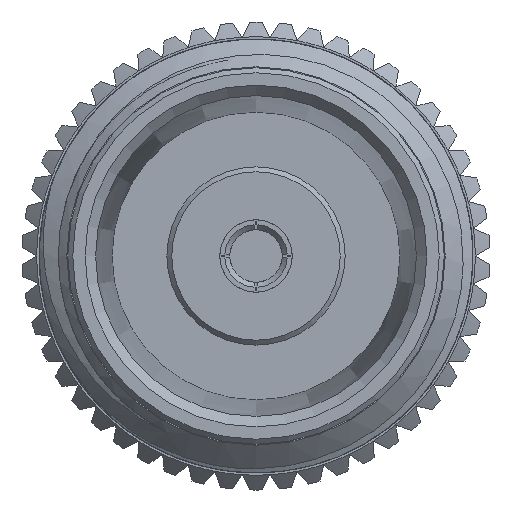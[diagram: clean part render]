
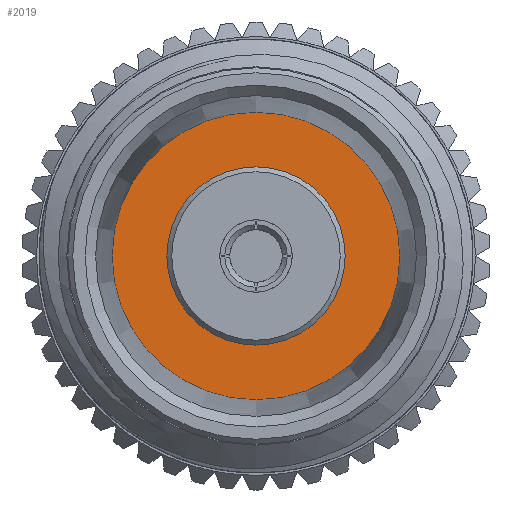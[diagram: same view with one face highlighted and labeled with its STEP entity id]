
A CAD part, left-side view. The second image highlights one B-rep face of the part: STEP entity #2019.
In plain terms, the highlighted planar face has unit normal (-1, 0, 0).
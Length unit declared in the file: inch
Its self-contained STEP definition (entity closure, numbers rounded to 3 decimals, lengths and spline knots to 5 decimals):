
#465 = FACE_BOUND ( 'NONE', #8086, .T. ) ;
#533 = DIRECTION ( 'NONE',  ( 0., 0., 1. ) ) ;
#1760 = CARTESIAN_POINT ( 'NONE',  ( 0.33, 0., 0. ) ) ;
#1974 = AXIS2_PLACEMENT_3D ( 'NONE', #1760, #10877, #10939 ) ;
#2019 = ADVANCED_FACE ( 'NONE', ( #465, #5763 ), #8752, .T. ) ;
#2583 = AXIS2_PLACEMENT_3D ( 'NONE', #9153, #6293, #7062 ) ;
#3922 = CIRCLE ( 'NONE', #1974, 0.14521 ) ;
#5253 = CARTESIAN_POINT ( 'NONE',  ( 0.33, 0., 0.14521 ) ) ;
#5763 = FACE_OUTER_BOUND ( 'NONE', #11857, .T. ) ;
#6089 = AXIS2_PLACEMENT_3D ( 'NONE', #8680, #10994, #533 ) ;
#6293 = DIRECTION ( 'NONE',  ( -1., 0., 0. ) ) ;
#6864 = VERTEX_POINT ( 'NONE', #13095 ) ;
#7062 = DIRECTION ( 'NONE',  ( 0., 0., 1. ) ) ;
#7448 = ORIENTED_EDGE ( 'NONE', *, *, #7465, .F. ) ;
#7465 = EDGE_CURVE ( 'NONE', #6864, #6864, #8442, .T. ) ;
#7570 = VERTEX_POINT ( 'NONE', #5253 ) ;
#8086 = EDGE_LOOP ( 'NONE', ( #7448 ) ) ;
#8442 = CIRCLE ( 'NONE', #2583, 0.09 ) ;
#8680 = CARTESIAN_POINT ( 'NONE',  ( 0.33, 0., 0. ) ) ;
#8752 = PLANE ( 'NONE',  #6089 ) ;
#9153 = CARTESIAN_POINT ( 'NONE',  ( 0.33, 0., 0. ) ) ;
#9214 = ORIENTED_EDGE ( 'NONE', *, *, #12593, .T. ) ;
#10877 = DIRECTION ( 'NONE',  ( -1., 0., 0. ) ) ;
#10939 = DIRECTION ( 'NONE',  ( 0., 0., 1. ) ) ;
#10994 = DIRECTION ( 'NONE',  ( -1., 0., 0. ) ) ;
#11857 = EDGE_LOOP ( 'NONE', ( #9214 ) ) ;
#12593 = EDGE_CURVE ( 'NONE', #7570, #7570, #3922, .T. ) ;
#13095 = CARTESIAN_POINT ( 'NONE',  ( 0.33, 0., 0.09 ) ) ;
